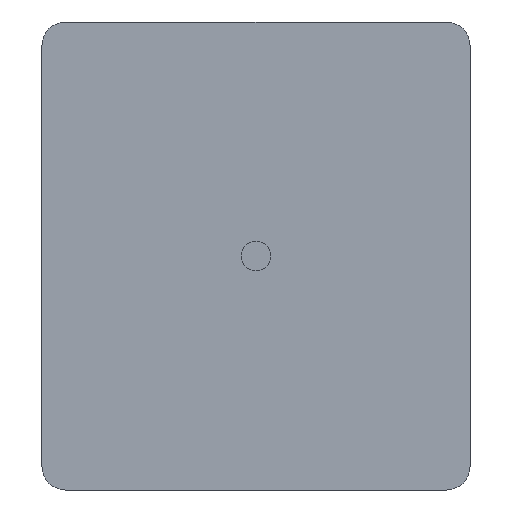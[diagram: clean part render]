
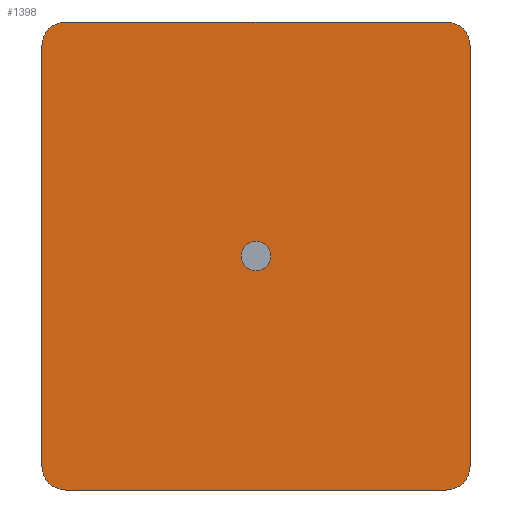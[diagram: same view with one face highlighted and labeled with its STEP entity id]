
A CAD part, front view. The second image highlights one B-rep face of the part: STEP entity #1398.
In plain terms, the highlighted planar face has unit normal (0, -1, 0).
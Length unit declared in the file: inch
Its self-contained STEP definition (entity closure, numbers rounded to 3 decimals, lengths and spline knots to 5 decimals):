
#29=FACE_BOUND('',#262,.T.);
#57=PLANE('',#1561);
#152=FACE_OUTER_BOUND('',#261,.T.);
#261=EDGE_LOOP('',(#1037,#1038,#1039,#1040,#1041,#1042,#1043,#1044));
#262=EDGE_LOOP('',(#1045));
#376=LINE('',#2640,#451);
#377=LINE('',#2652,#452);
#379=LINE('',#2671,#454);
#380=LINE('',#2672,#455);
#451=VECTOR('',#1845,0.3937);
#452=VECTOR('',#1858,0.3937);
#454=VECTOR('',#1880,0.3937);
#455=VECTOR('',#1881,0.3937);
#506=CIRCLE('',#1522,0.125);
#510=CIRCLE('',#1528,0.125);
#514=CIRCLE('',#1534,0.125);
#518=CIRCLE('',#1541,0.125);
#529=CIRCLE('',#1558,0.07855);
#611=VERTEX_POINT('',#2590);
#612=VERTEX_POINT('',#2591);
#615=VERTEX_POINT('',#2602);
#616=VERTEX_POINT('',#2603);
#619=VERTEX_POINT('',#2614);
#620=VERTEX_POINT('',#2615);
#623=VERTEX_POINT('',#2628);
#624=VERTEX_POINT('',#2629);
#635=VERTEX_POINT('',#2664);
#745=EDGE_CURVE('',#611,#612,#506,.T.);
#751=EDGE_CURVE('',#615,#616,#510,.T.);
#757=EDGE_CURVE('',#619,#620,#514,.T.);
#764=EDGE_CURVE('',#623,#624,#518,.T.);
#770=EDGE_CURVE('',#611,#620,#376,.T.);
#776=EDGE_CURVE('',#619,#624,#377,.T.);
#782=EDGE_CURVE('',#635,#635,#529,.T.);
#785=EDGE_CURVE('',#623,#616,#379,.T.);
#786=EDGE_CURVE('',#615,#612,#380,.T.);
#1037=ORIENTED_EDGE('',*,*,#745,.F.);
#1038=ORIENTED_EDGE('',*,*,#770,.T.);
#1039=ORIENTED_EDGE('',*,*,#757,.F.);
#1040=ORIENTED_EDGE('',*,*,#776,.T.);
#1041=ORIENTED_EDGE('',*,*,#764,.F.);
#1042=ORIENTED_EDGE('',*,*,#785,.T.);
#1043=ORIENTED_EDGE('',*,*,#751,.F.);
#1044=ORIENTED_EDGE('',*,*,#786,.T.);
#1045=ORIENTED_EDGE('',*,*,#782,.T.);
#1398=ADVANCED_FACE('',(#152,#29),#57,.T.);
#1522=AXIS2_PLACEMENT_3D('',#2592,#1785,#1786);
#1528=AXIS2_PLACEMENT_3D('',#2604,#1799,#1800);
#1534=AXIS2_PLACEMENT_3D('',#2616,#1813,#1814);
#1541=AXIS2_PLACEMENT_3D('',#2630,#1830,#1831);
#1558=AXIS2_PLACEMENT_3D('',#2665,#1871,#1872);
#1561=AXIS2_PLACEMENT_3D('',#2670,#1878,#1879);
#1785=DIRECTION('center_axis',(0.,1.,0.));
#1786=DIRECTION('ref_axis',(-0.707,0.,0.707));
#1799=DIRECTION('center_axis',(0.,1.,0.));
#1800=DIRECTION('ref_axis',(0.707,0.,0.707));
#1813=DIRECTION('center_axis',(0.,1.,0.));
#1814=DIRECTION('ref_axis',(-0.707,0.,-0.707));
#1830=DIRECTION('center_axis',(0.,1.,0.));
#1831=DIRECTION('ref_axis',(0.707,0.,-0.707));
#1845=DIRECTION('',(0.,0.,-1.));
#1858=DIRECTION('',(1.,0.,0.));
#1871=DIRECTION('center_axis',(0.,1.,0.));
#1872=DIRECTION('ref_axis',(1.,0.,0.));
#1878=DIRECTION('center_axis',(0.,-1.,0.));
#1879=DIRECTION('ref_axis',(0.,0.,-1.));
#1880=DIRECTION('',(0.,0.,1.));
#1881=DIRECTION('',(-1.,0.,0.));
#2590=CARTESIAN_POINT('',(0.,-0.25,-0.125));
#2591=CARTESIAN_POINT('',(0.125,-0.25,0.));
#2592=CARTESIAN_POINT('Origin',(0.125,-0.25,-0.125));
#2602=CARTESIAN_POINT('',(2.13591,-0.25,0.));
#2603=CARTESIAN_POINT('',(2.26091,-0.25,-0.125));
#2604=CARTESIAN_POINT('Origin',(2.13591,-0.25,-0.125));
#2614=CARTESIAN_POINT('',(0.125,-0.25,-2.472));
#2615=CARTESIAN_POINT('',(0.,-0.25,-2.347));
#2616=CARTESIAN_POINT('Origin',(0.125,-0.25,-2.347));
#2628=CARTESIAN_POINT('',(2.26091,-0.25,-2.347));
#2629=CARTESIAN_POINT('',(2.13591,-0.25,-2.472));
#2630=CARTESIAN_POINT('Origin',(2.13591,-0.25,-2.347));
#2640=CARTESIAN_POINT('',(0.,-0.25,0.));
#2652=CARTESIAN_POINT('',(0.,-0.25,-2.472));
#2664=CARTESIAN_POINT('',(1.0519,-0.25,-1.236));
#2665=CARTESIAN_POINT('Origin',(1.13045,-0.25,-1.236));
#2670=CARTESIAN_POINT('Origin',(1.13045,-0.25,-1.236));
#2671=CARTESIAN_POINT('',(2.26091,-0.25,-2.472));
#2672=CARTESIAN_POINT('',(2.26091,-0.25,0.));
